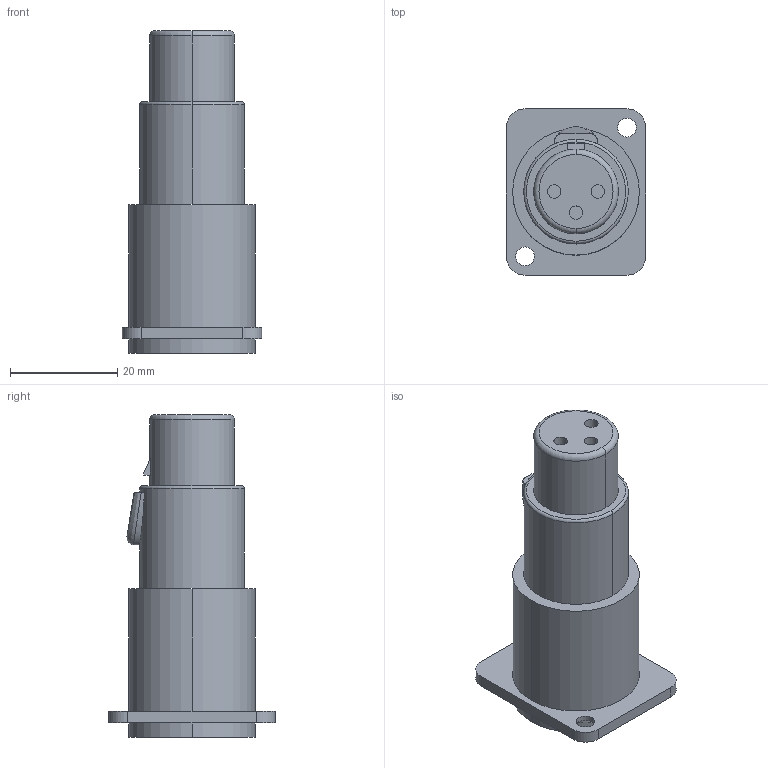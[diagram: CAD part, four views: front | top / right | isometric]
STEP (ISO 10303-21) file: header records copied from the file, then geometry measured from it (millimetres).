
FILE_DESCRIPTION((''),'2;1');
FILE_NAME('D-NA3MDF','2016-03-17T',('odo'),(''),'CREO PARAMETRIC BY PTC INC, 2015380','CREO PARAMETRIC BY PTC INC, 2015380','');
FILE_SCHEMA(('CONFIG_CONTROL_DESIGN'));
Length unit declared in the file: millimetre
Products named in the file (1): D-NA3MDF
Bounding box: 26 x 31 x 60.2 mm (x, y, z)
Volume: 18446.4 mm3; surface area: 7308.8 mm2
Topology: 2 solids, 2 shells, 65 faces, 145 edges, 94 vertices
Faces by surface type: cylinder 30, plane 25, cone 4, torus 4, bspline 1, extrusion 1
Entity records: 2351 total; most frequent: CARTESIAN_POINT 797, DIRECTION 342, ORIENTED_EDGE 290, EDGE_CURVE 145, AXIS2_PLACEMENT_3D 140, VERTEX_POINT 94, EDGE_LOOP 79, CIRCLE 76
